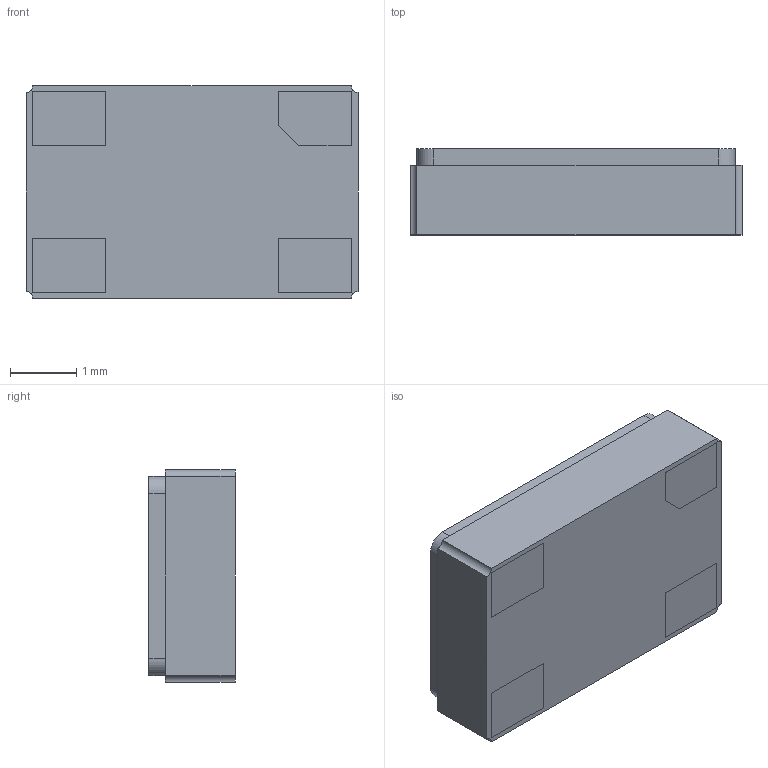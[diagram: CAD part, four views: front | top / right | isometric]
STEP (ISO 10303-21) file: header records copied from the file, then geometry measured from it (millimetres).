
FILE_DESCRIPTION (( 'STEP AP214' ), '1' );
FILE_NAME ('ABM3C.STEP', '2013-08-12T06:58:42', ( '' ), ( '' ), 'SwSTEP 2.0', 'SolidWorks 2012', '' );
FILE_SCHEMA (( 'AUTOMOTIVE_DESIGN' ));
Length unit declared in the file: inch
Products named in the file (1): ABM3C
Bounding box: 5 x 1.3 x 3.2 mm (x, y, z)
Volume: 20.4 mm3; surface area: 52.8 mm2
Topology: 1 solids, 1 shells, 122 faces, 321 edges, 214 vertices
Faces by surface type: plane 78, bspline 36, cylinder 8
Entity records: 7256 total; most frequent: CARTESIAN_POINT 2878, ORIENTED_EDGE 642, DIRECTION 439, EDGE_CURVE 321, VECTOR 233, LINE 233, VERTEX_POINT 214, EDGE_LOOP 135
